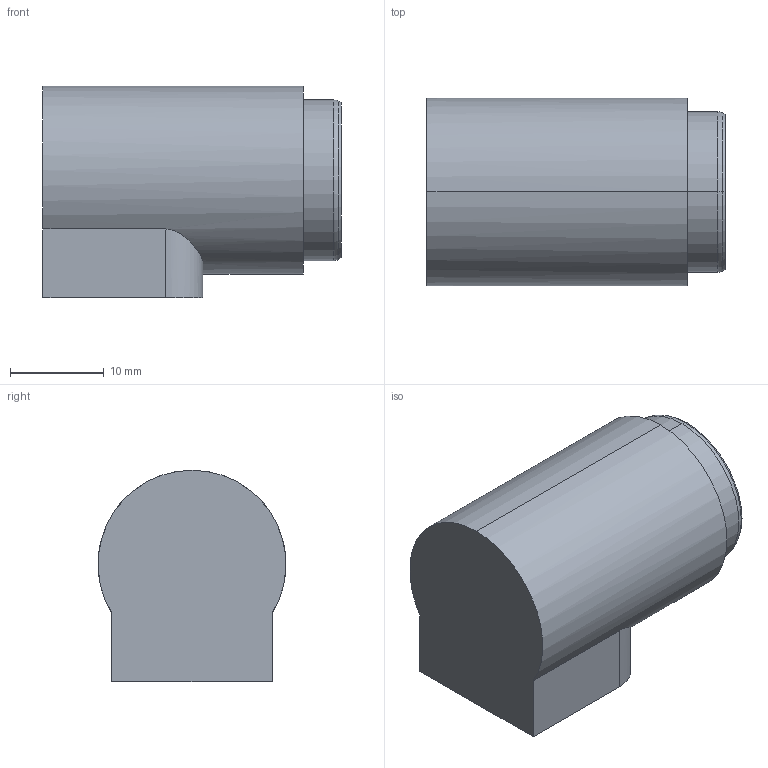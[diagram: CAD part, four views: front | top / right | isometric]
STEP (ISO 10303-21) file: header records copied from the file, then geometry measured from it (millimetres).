
FILE_DESCRIPTION (( 'STEP AP214' ), '1' );
FILE_NAME ('SAM_wrist_rotate_friction.STEP', '2025-01-01T01:47:11', ( '' ), ( '' ), 'SwSTEP 2.0', 'SolidWorks 2023', '' );
FILE_SCHEMA (( 'AUTOMOTIVE_DESIGN' ));
Length unit declared in the file: millimetre
Products named in the file (1): SAM_wrist_rotate_friction
Bounding box: 31.71 x 20 x 22.5 mm (x, y, z)
Volume: 10369 mm3; surface area: 3383.5 mm2
Topology: 1 solids, 1 shells, 57 faces, 118 edges, 72 vertices
Faces by surface type: cylinder 22, cone 18, plane 15, torus 2
Entity records: 1575 total; most frequent: DIRECTION 298, CARTESIAN_POINT 286, ORIENTED_EDGE 236, AXIS2_PLACEMENT_3D 124, EDGE_CURVE 118, VERTEX_POINT 72, CIRCLE 66, EDGE_LOOP 66
